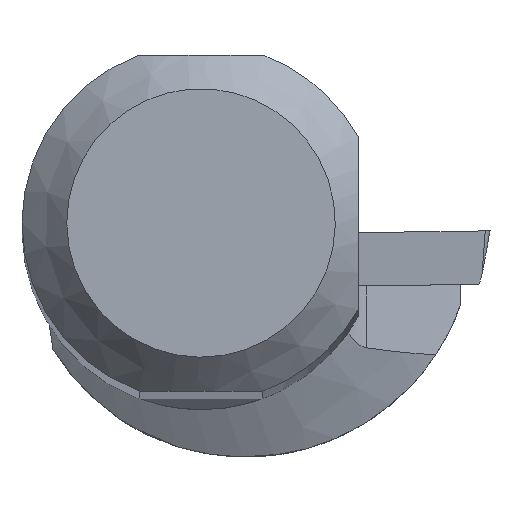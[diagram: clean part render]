
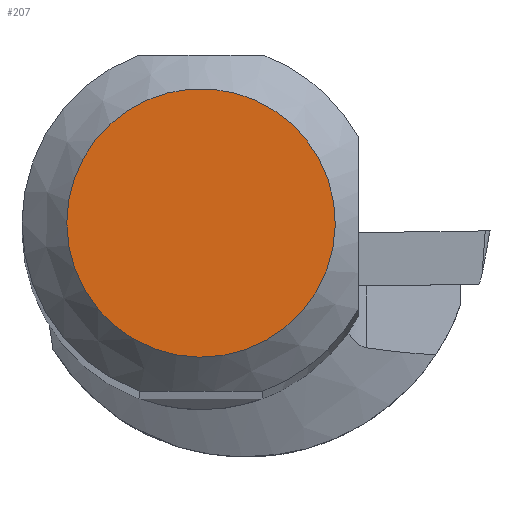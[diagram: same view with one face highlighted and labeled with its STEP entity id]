
A CAD part, top view. The second image highlights one B-rep face of the part: STEP entity #207.
In plain terms, the highlighted planar face has unit normal (0, 0, 1).
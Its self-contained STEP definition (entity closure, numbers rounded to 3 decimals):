
#160=FACE_OUTER_BOUND('',#434,.T.);
#207=ADVANCED_FACE('',(#160),#241,.T.);
#241=PLANE('',#1097);
#434=EDGE_LOOP('',(#600));
#600=ORIENTED_EDGE('',*,*,#896,.F.);
#786=VERTEX_POINT('',#1795);
#896=EDGE_CURVE('',#786,#786,#948,.T.);
#948=CIRCLE('',#1096,5.993);
#1096=AXIS2_PLACEMENT_3D('',#1794,#1309,#1310);
#1097=AXIS2_PLACEMENT_3D('',#1796,#1311,#1312);
#1309=DIRECTION('',(0.,0.,-1.));
#1310=DIRECTION('',(-1.,0.,0.));
#1311=DIRECTION('',(0.,0.,1.));
#1312=DIRECTION('',(-1.,0.,0.));
#1794=CARTESIAN_POINT('',(0.,0.,0.));
#1795=CARTESIAN_POINT('',(-5.993,0.,0.));
#1796=CARTESIAN_POINT('',(0.,0.,
0.));
